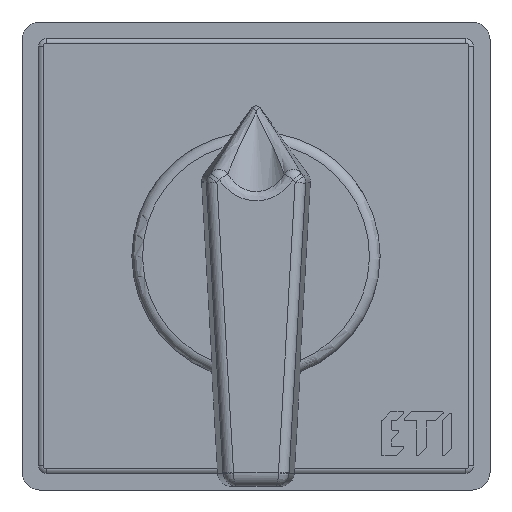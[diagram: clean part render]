
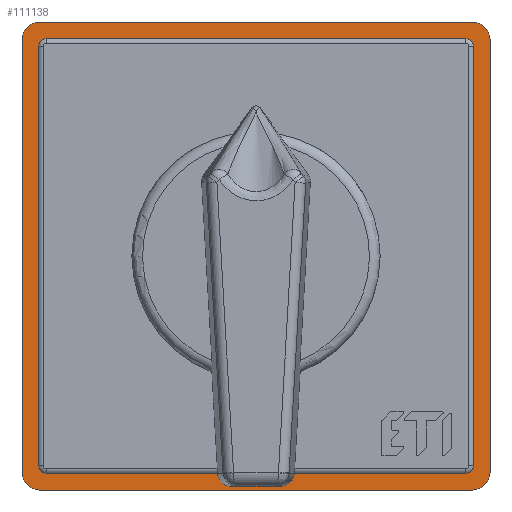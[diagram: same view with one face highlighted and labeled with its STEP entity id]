
A CAD part, front view. The second image highlights one B-rep face of the part: STEP entity #111138.
In plain terms, the highlighted planar face has unit normal (0, -1, 0).
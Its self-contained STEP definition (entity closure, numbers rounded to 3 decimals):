
#110704=DIRECTION('',(0.,0.,-1.));
#110705=VECTOR('',#110704,61.);
#110706=CARTESIAN_POINT('',(-39.774,-26.343,
40.917));
#110707=LINE('',#110706,#110705);
#110725=CARTESIAN_POINT('',(23.726,-26.343,
-20.083));
#110726=DIRECTION('',(0.,1.,0.));
#110727=DIRECTION('',(1.,0.,0.));
#110728=AXIS2_PLACEMENT_3D('',#110725,#110726,#110727);
#110733=CARTESIAN_POINT('',(-37.274,-26.343,
-20.083));
#110734=DIRECTION('',(0.,1.,0.));
#110735=DIRECTION('',(0.,0.,-1.));
#110736=AXIS2_PLACEMENT_3D('',#110733,#110734,#110735);
#110741=CARTESIAN_POINT('',(-37.274,-26.343,
40.917));
#110742=DIRECTION('',(0.,1.,0.));
#110743=DIRECTION('',(-1.,0.,0.));
#110744=AXIS2_PLACEMENT_3D('',#110741,#110742,#110743);
#110749=CARTESIAN_POINT('',(23.726,-26.343,
40.917));
#110750=DIRECTION('',(0.,1.,0.));
#110751=DIRECTION('',(0.,0.,1.));
#110752=AXIS2_PLACEMENT_3D('',#110749,#110750,#110751);
#110757=CARTESIAN_POINT('',(22.826,-26.343,
-19.183));
#110758=DIRECTION('',(0.,-1.,0.));
#110759=DIRECTION('',(0.,0.,-1.));
#110760=AXIS2_PLACEMENT_3D('',#110757,#110758,#110759);
#110765=DIRECTION('',(0.,0.,1.));
#110766=VECTOR('',#110765,59.2);
#110767=CARTESIAN_POINT('',(23.85,-26.343,
-19.183));
#110768=LINE('',#110767,#110766);
#110772=CARTESIAN_POINT('',(22.826,-26.343,
40.017));
#110773=DIRECTION('',(0.,-1.,0.));
#110774=DIRECTION('',(1.,0.,0.));
#110775=AXIS2_PLACEMENT_3D('',#110772,#110773,#110774);
#110780=DIRECTION('',(-1.,0.,0.));
#110781=VECTOR('',#110780,59.2);
#110782=CARTESIAN_POINT('',(22.826,-26.343,
41.041));
#110783=LINE('',#110782,#110781);
#110787=CARTESIAN_POINT('',(-36.374,-26.343,
40.017));
#110788=DIRECTION('',(0.,-1.,0.));
#110789=DIRECTION('',(0.,0.,1.));
#110790=AXIS2_PLACEMENT_3D('',#110787,#110788,#110789);
#110795=DIRECTION('',(0.,0.,-1.));
#110796=VECTOR('',#110795,59.2);
#110797=CARTESIAN_POINT('',(-37.399,-26.343,
40.017));
#110798=LINE('',#110797,#110796);
#110802=CARTESIAN_POINT('',(-36.374,-26.343,
-19.183));
#110803=DIRECTION('',(0.,-1.,0.));
#110804=DIRECTION('',(-1.,0.,0.));
#110805=AXIS2_PLACEMENT_3D('',#110802,#110803,#110804);
#110810=DIRECTION('',(1.,0.,0.));
#110811=VECTOR('',#110810,59.2);
#110812=CARTESIAN_POINT('',(-36.374,-26.343,
-20.208));
#110813=LINE('',#110812,#110811);
#110817=DIRECTION('',(0.,0.,1.));
#110818=VECTOR('',#110817,61.);
#110819=CARTESIAN_POINT('',(26.226,-26.343,
-20.083));
#110820=LINE('',#110819,#110818);
#110838=DIRECTION('',(-1.,0.,0.));
#110839=VECTOR('',#110838,61.);
#110840=CARTESIAN_POINT('',(23.726,-26.343,
43.417));
#110841=LINE('',#110840,#110839);
#110873=DIRECTION('',(1.,0.,0.));
#110874=VECTOR('',#110873,61.);
#110875=CARTESIAN_POINT('',(-37.274,-26.343,
-22.583));
#110876=LINE('',#110875,#110874);
#110996=CARTESIAN_POINT('',(-39.774,-26.343,
-20.083));
#110997=VERTEX_POINT('',#110996);
#110998=CARTESIAN_POINT('',(-39.774,-26.343,
40.917));
#110999=VERTEX_POINT('',#110998);
#111000=CARTESIAN_POINT('',(-37.274,-26.343,
-22.583));
#111001=VERTEX_POINT('',#111000);
#111002=CARTESIAN_POINT('',(26.226,-26.343,
-20.083));
#111003=CARTESIAN_POINT('',(26.226,-26.343,
40.917));
#111004=VERTEX_POINT('',#111002);
#111005=VERTEX_POINT('',#111003);
#111006=CARTESIAN_POINT('',(23.726,-26.343,
-22.583));
#111007=VERTEX_POINT('',#111006);
#111008=CARTESIAN_POINT('',(-37.274,-26.343,
43.417));
#111009=VERTEX_POINT('',#111008);
#111010=CARTESIAN_POINT('',(23.726,-26.343,
43.417));
#111011=VERTEX_POINT('',#111010);
#111012=CARTESIAN_POINT('',(22.826,-26.343,
-20.208));
#111013=CARTESIAN_POINT('',(23.85,-26.343,
-19.183));
#111014=VERTEX_POINT('',#111012);
#111015=VERTEX_POINT('',#111013);
#111016=CARTESIAN_POINT('',(23.85,-26.343,
40.017));
#111017=VERTEX_POINT('',#111016);
#111018=CARTESIAN_POINT('',(22.826,-26.343,
41.041));
#111019=VERTEX_POINT('',#111018);
#111020=CARTESIAN_POINT('',(-36.374,-26.343,
41.041));
#111021=VERTEX_POINT('',#111020);
#111022=CARTESIAN_POINT('',(-37.399,-26.343,
40.017));
#111023=VERTEX_POINT('',#111022);
#111024=CARTESIAN_POINT('',(-37.399,-26.343,
-19.183));
#111025=VERTEX_POINT('',#111024);
#111026=CARTESIAN_POINT('',(-36.374,-26.343,
-20.208));
#111027=VERTEX_POINT('',#111026);
#111099=CARTESIAN_POINT('',(-39.774,-26.343,
43.417));
#111100=DIRECTION('',(0.,1.,0.));
#111101=DIRECTION('',(0.,0.,1.));
#111102=AXIS2_PLACEMENT_3D('',#111099,#111100,#111101);
#111103=PLANE('',#111102);
#111105=ORIENTED_EDGE('',*,*,#111104,.F.);
#111107=ORIENTED_EDGE('',*,*,#111106,.T.);
#111109=ORIENTED_EDGE('',*,*,#111108,.F.);
#111110=ORIENTED_EDGE('',*,*,#111091,.T.);
#111111=ORIENTED_EDGE('',*,*,#111080,.F.);
#111113=ORIENTED_EDGE('',*,*,#111112,.T.);
#111115=ORIENTED_EDGE('',*,*,#111114,.F.);
#111117=ORIENTED_EDGE('',*,*,#111116,.T.);
#111118=EDGE_LOOP('',(#111105,#111107,#111109,#111110,#111111,#111113,#111115,
#111117));
#111119=FACE_OUTER_BOUND('',#111118,.F.);
#111121=ORIENTED_EDGE('',*,*,#111120,.T.);
#111123=ORIENTED_EDGE('',*,*,#111122,.T.);
#111125=ORIENTED_EDGE('',*,*,#111124,.T.);
#111127=ORIENTED_EDGE('',*,*,#111126,.T.);
#111129=ORIENTED_EDGE('',*,*,#111128,.T.);
#111131=ORIENTED_EDGE('',*,*,#111130,.T.);
#111133=ORIENTED_EDGE('',*,*,#111132,.T.);
#111135=ORIENTED_EDGE('',*,*,#111134,.T.);
#111136=EDGE_LOOP('',(#111121,#111123,#111125,#111127,#111129,#111131,#111133,
#111135));
#111137=FACE_BOUND('',#111136,.F.);
#110729=CIRCLE('',#110728,2.5);
#110737=CIRCLE('',#110736,2.5);
#110745=CIRCLE('',#110744,2.5);
#110753=CIRCLE('',#110752,2.5);
#110761=CIRCLE('',#110760,1.024);
#110776=CIRCLE('',#110775,1.024);
#110791=CIRCLE('',#110790,1.024);
#110806=CIRCLE('',#110805,1.024);
#111080=EDGE_CURVE('',#110999,#110997,#110707,.T.);
#111091=EDGE_CURVE('',#111001,#110997,#110737,.T.);
#111104=EDGE_CURVE('',#111004,#111005,#110820,.T.);
#111106=EDGE_CURVE('',#111004,#111007,#110729,.T.);
#111108=EDGE_CURVE('',#111001,#111007,#110876,.T.);
#111112=EDGE_CURVE('',#110999,#111009,#110745,.T.);
#111114=EDGE_CURVE('',#111011,#111009,#110841,.T.);
#111116=EDGE_CURVE('',#111011,#111005,#110753,.T.);
#111120=EDGE_CURVE('',#111014,#111015,#110761,.T.);
#111122=EDGE_CURVE('',#111015,#111017,#110768,.T.);
#111124=EDGE_CURVE('',#111017,#111019,#110776,.T.);
#111126=EDGE_CURVE('',#111019,#111021,#110783,.T.);
#111128=EDGE_CURVE('',#111021,#111023,#110791,.T.);
#111130=EDGE_CURVE('',#111023,#111025,#110798,.T.);
#111132=EDGE_CURVE('',#111025,#111027,#110806,.T.);
#111134=EDGE_CURVE('',#111027,#111014,#110813,.T.);
#111138=ADVANCED_FACE('',(#111119,#111137),#111103,.F.);
